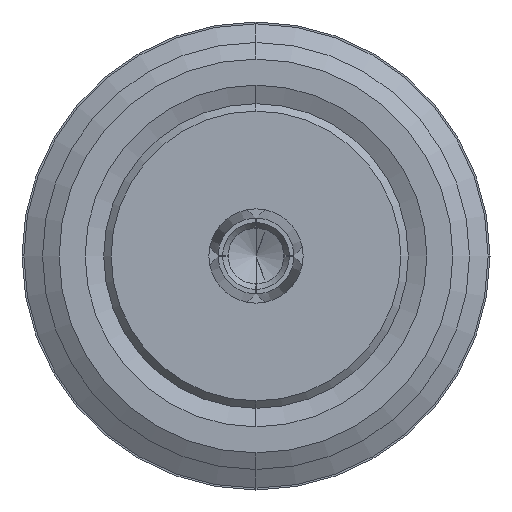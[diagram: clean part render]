
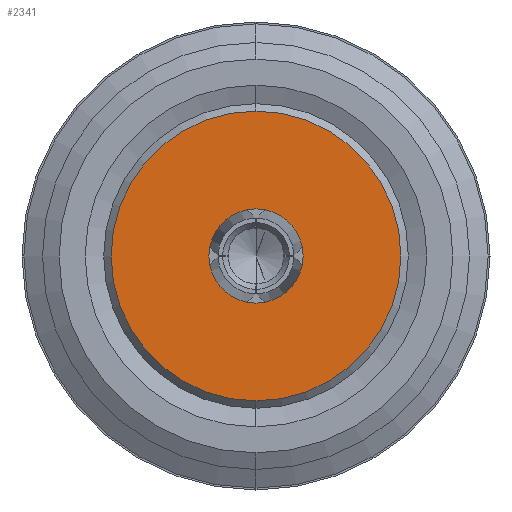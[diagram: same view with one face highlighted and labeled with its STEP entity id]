
A CAD part, left-side view. The second image highlights one B-rep face of the part: STEP entity #2341.
In plain terms, the highlighted planar face has unit normal (-1, 0, 0).
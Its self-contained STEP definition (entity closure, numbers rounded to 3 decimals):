
#6 = ORIENTED_EDGE ( 'NONE', *, *, #2302, .T. ) ;
#68 = VERTEX_POINT ( 'NONE', #2827 ) ;
#104 = VERTEX_POINT ( 'NONE', #782 ) ;
#113 = VERTEX_POINT ( 'NONE', #2125 ) ;
#163 = DIRECTION ( 'NONE',  ( 0., 0., 1. ) ) ;
#243 = DIRECTION ( 'NONE',  ( 0., 0., 1. ) ) ;
#270 = AXIS2_PLACEMENT_3D ( 'NONE', #2127, #2474, #163 ) ;
#281 = DIRECTION ( 'NONE',  ( 0., 0., 1. ) ) ;
#557 = DIRECTION ( 'NONE',  ( 0., 0., 1. ) ) ;
#571 = CARTESIAN_POINT ( 'NONE',  ( -5.6, 0., 0. ) ) ;
#595 = DIRECTION ( 'NONE',  ( 0., 0., -1. ) ) ;
#782 = CARTESIAN_POINT ( 'NONE',  ( -5.6, 0., 1.95 ) ) ;
#882 = EDGE_CURVE ( 'NONE', #1330, #68, #1084, .T. ) ;
#938 = ORIENTED_EDGE ( 'NONE', *, *, #2973, .T. ) ;
#969 = AXIS2_PLACEMENT_3D ( 'NONE', #571, #2594, #281 ) ;
#987 = ORIENTED_EDGE ( 'NONE', *, *, #882, .F. ) ;
#1039 = AXIS2_PLACEMENT_3D ( 'NONE', #3296, #4253, #557 ) ;
#1084 = CIRCLE ( 'NONE', #3544, 0.635 ) ;
#1330 = VERTEX_POINT ( 'NONE', #3394 ) ;
#1463 = EDGE_CURVE ( 'NONE', #68, #1330, #2211, .T. ) ;
#1634 = EDGE_LOOP ( 'NONE', ( #987, #2506 ) ) ;
#1719 = CIRCLE ( 'NONE', #1039, 1.95 ) ;
#2125 = CARTESIAN_POINT ( 'NONE',  ( -5.6, 0., -1.95 ) ) ;
#2127 = CARTESIAN_POINT ( 'NONE',  ( -5.6, 0., 0. ) ) ;
#2211 = CIRCLE ( 'NONE', #270, 0.635 ) ;
#2302 = EDGE_CURVE ( 'NONE', #113, #104, #2421, .T. ) ;
#2341 = ADVANCED_FACE ( 'NONE', ( #3240, #2617 ), #2931, .F. ) ;
#2421 = CIRCLE ( 'NONE', #969, 1.95 ) ;
#2474 = DIRECTION ( 'NONE',  ( -1., 0., 0. ) ) ;
#2506 = ORIENTED_EDGE ( 'NONE', *, *, #1463, .F. ) ;
#2594 = DIRECTION ( 'NONE',  ( -1., 0., 0. ) ) ;
#2617 = FACE_OUTER_BOUND ( 'NONE', #3756, .T. ) ;
#2827 = CARTESIAN_POINT ( 'NONE',  ( -5.6, 0., -0.635 ) ) ;
#2931 = PLANE ( 'NONE',  #3998 ) ;
#2954 = CARTESIAN_POINT ( 'NONE',  ( -5.6, 0., 0. ) ) ;
#2973 = EDGE_CURVE ( 'NONE', #104, #113, #1719, .T. ) ;
#3240 = FACE_BOUND ( 'NONE', #1634, .T. ) ;
#3296 = CARTESIAN_POINT ( 'NONE',  ( -5.6, 0., 0. ) ) ;
#3299 = CARTESIAN_POINT ( 'NONE',  ( -5.6, 0., 0. ) ) ;
#3394 = CARTESIAN_POINT ( 'NONE',  ( -5.6, 0., 0.635 ) ) ;
#3544 = AXIS2_PLACEMENT_3D ( 'NONE', #3299, #4019, #243 ) ;
#3678 = DIRECTION ( 'NONE',  ( 1., 0., 0. ) ) ;
#3756 = EDGE_LOOP ( 'NONE', ( #6, #938 ) ) ;
#3998 = AXIS2_PLACEMENT_3D ( 'NONE', #2954, #3678, #595 ) ;
#4019 = DIRECTION ( 'NONE',  ( -1., 0., 0. ) ) ;
#4253 = DIRECTION ( 'NONE',  ( -1., 0., 0. ) ) ;
